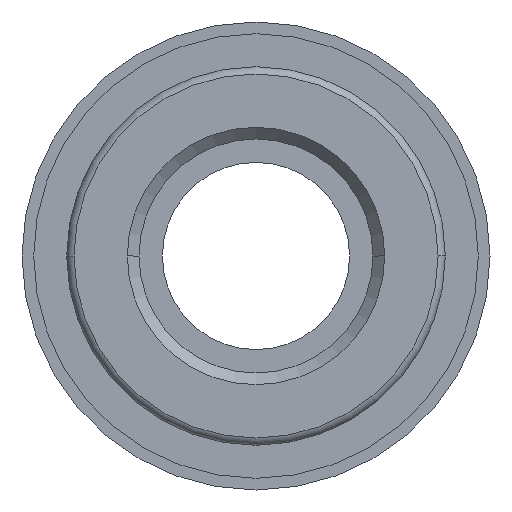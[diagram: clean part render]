
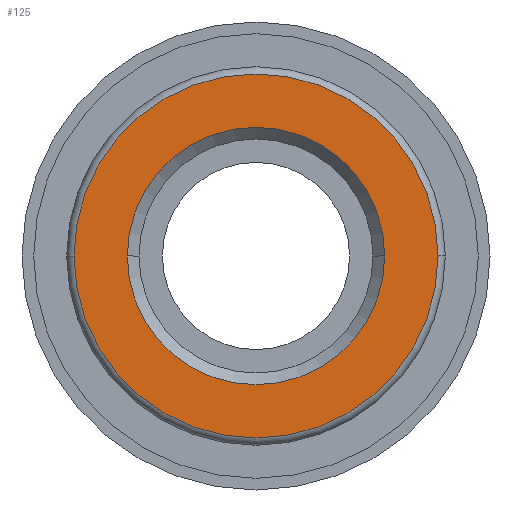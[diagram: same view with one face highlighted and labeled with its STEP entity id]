
A CAD part, front view. The second image highlights one B-rep face of the part: STEP entity #125.
In plain terms, the highlighted planar face has unit normal (0, -1, 0).
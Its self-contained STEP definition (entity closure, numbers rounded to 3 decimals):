
#125=ADVANCED_FACE('',(#293,#294),#295,.T.);
#293=FACE_BOUND('',#510,.T.);
#294=FACE_OUTER_BOUND('',#511,.T.);
#295=PLANE('',#512);
#510=EDGE_LOOP('',(#808,#809));
#511=EDGE_LOOP('',(#810,#811));
#512=AXIS2_PLACEMENT_3D('',#812,#813,#814);
#808=ORIENTED_EDGE('',*,*,#1185,.T.);
#809=ORIENTED_EDGE('',*,*,#1262,.T.);
#810=ORIENTED_EDGE('',*,*,#1263,.T.);
#811=ORIENTED_EDGE('',*,*,#1264,.T.);
#812=CARTESIAN_POINT('',(0.0,0.0,0.0));
#813=DIRECTION('',(0.0,-1.0,0.0));
#814=DIRECTION('',(-1.0,0.0,0.0));
#1185=EDGE_CURVE('',#1382,#1380,#1383,.T.);
#1262=EDGE_CURVE('',#1380,#1382,#1507,.T.);
#1263=EDGE_CURVE('',#1508,#1509,#1510,.T.);
#1264=EDGE_CURVE('',#1509,#1508,#1511,.T.);
#1380=VERTEX_POINT('',#1655);
#1382=VERTEX_POINT('',#1658);
#1383=CIRCLE('',#1659,4.95);
#1507=CIRCLE('',#1804,4.95);
#1508=VERTEX_POINT('',#1805);
#1509=VERTEX_POINT('',#1806);
#1510=CIRCLE('',#1807,7.0);
#1511=CIRCLE('',#1808,7.0);
#1655=CARTESIAN_POINT('',(4.95,0.0,0.));
#1658=CARTESIAN_POINT('',(-4.95,0.0,0.));
#1659=AXIS2_PLACEMENT_3D('',#1975,#1976,#1977);
#1804=AXIS2_PLACEMENT_3D('',#2110,#2111,#2112);
#1805=CARTESIAN_POINT('',(7.0,0.0,0.0));
#1806=CARTESIAN_POINT('',(-7.0,0.0,0.));
#1807=AXIS2_PLACEMENT_3D('',#2113,#2114,#2115);
#1808=AXIS2_PLACEMENT_3D('',#2116,#2117,#2118);
#1975=CARTESIAN_POINT('',(0.0,0.0,0.0));
#1976=DIRECTION('',(-0.0,1.0,0.0));
#1977=DIRECTION('',(1.0,0.0,0.0));
#2110=CARTESIAN_POINT('',(0.0,0.0,0.0));
#2111=DIRECTION('',(-0.0,1.0,0.0));
#2112=DIRECTION('',(1.0,0.0,0.0));
#2113=CARTESIAN_POINT('',(0.0,0.0,0.0));
#2114=DIRECTION('',(0.0,-1.0,0.0));
#2115=DIRECTION('',(1.0,0.0,0.0));
#2116=CARTESIAN_POINT('',(0.0,0.0,0.0));
#2117=DIRECTION('',(0.0,-1.0,0.0));
#2118=DIRECTION('',(1.0,0.0,0.0));
